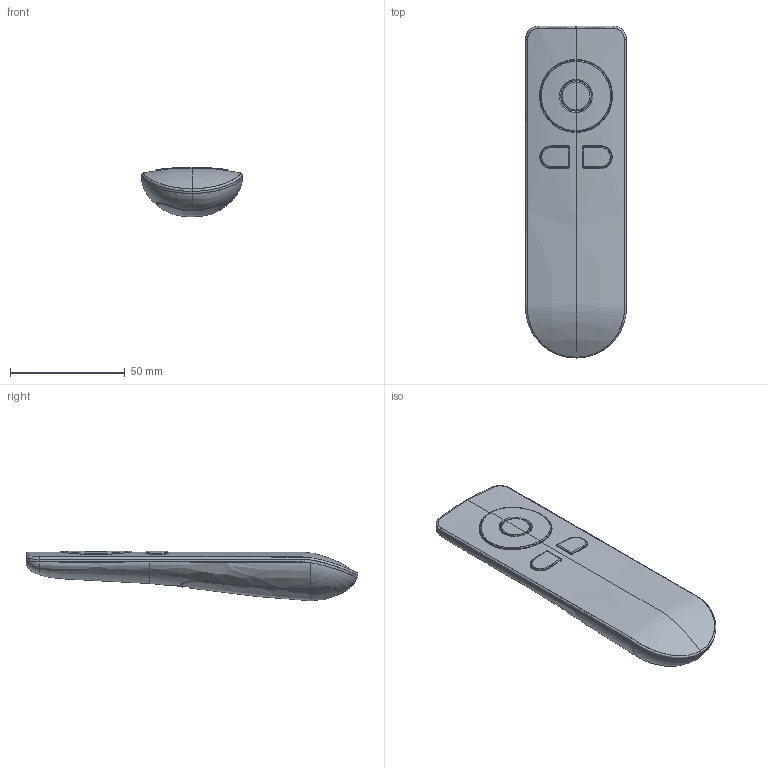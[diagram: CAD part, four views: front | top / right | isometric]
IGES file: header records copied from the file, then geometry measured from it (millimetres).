
Start section: SolidWorks IGES file using analytic representation for surfaces
Global section: file name: RF Flashline.IGS; native system: SolidWorks 2018; preprocessor: SolidWorks 2018; author: CKuhn; date: 191001.064432; units: millimetre
Bounding box: 43.94 x 144.91 x 21.67 mm (x, y, z)
Surface area: 23471.2 mm2 (no closed solid volume)
Topology: 0 solids, 0 shells, 357 faces, 4198 edges, 4190 vertices
Faces by surface type: bspline 261, revolution 96
